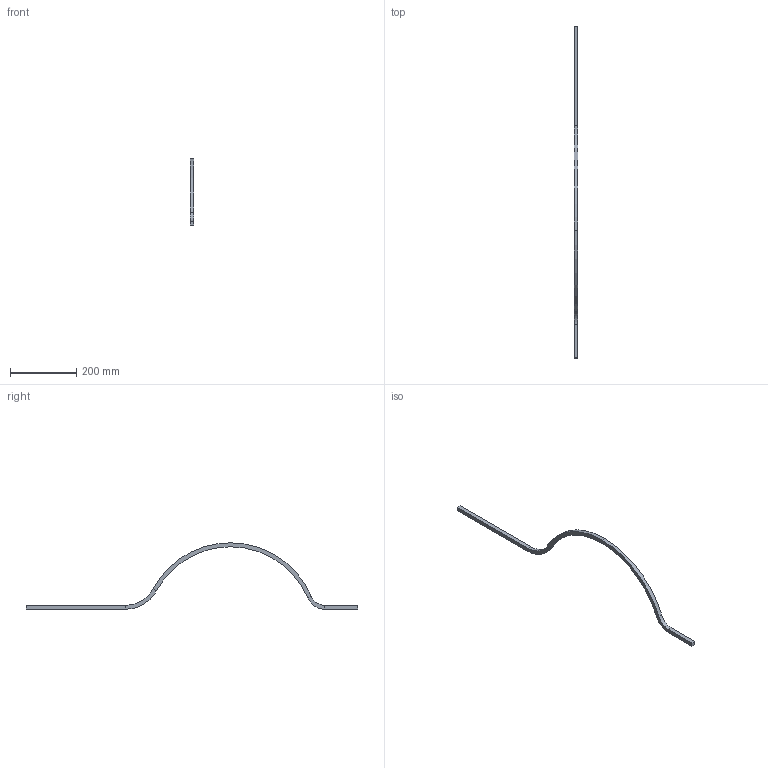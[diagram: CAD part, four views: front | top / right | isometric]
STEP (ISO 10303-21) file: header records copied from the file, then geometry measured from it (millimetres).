
FILE_DESCRIPTION (( 'STEP AP203' ), '1' );
FILE_NAME ('1701-G.STEP', '2018-04-20T11:06:44', ( '' ), ( '' ), 'SwSTEP 2.0', 'SolidWorks 2015', '' );
FILE_SCHEMA (( 'CONFIG_CONTROL_DESIGN' ));
Length unit declared in the file: millimetre
Products named in the file (1): 1701-G
Bounding box: 12 x 1000 x 200 mm (x, y, z)
Volume: 165131.1 mm3; surface area: 55339.2 mm2
Topology: 1 solids, 1 shells, 188 faces, 488 edges, 320 vertices
Faces by surface type: plane 114, bspline 66, cylinder 8
Entity records: 9365 total; most frequent: CARTESIAN_POINT 5127, ORIENTED_EDGE 976, DIRECTION 618, EDGE_CURVE 488, VECTOR 340, LINE 340, VERTEX_POINT 320, EDGE_LOOP 206
